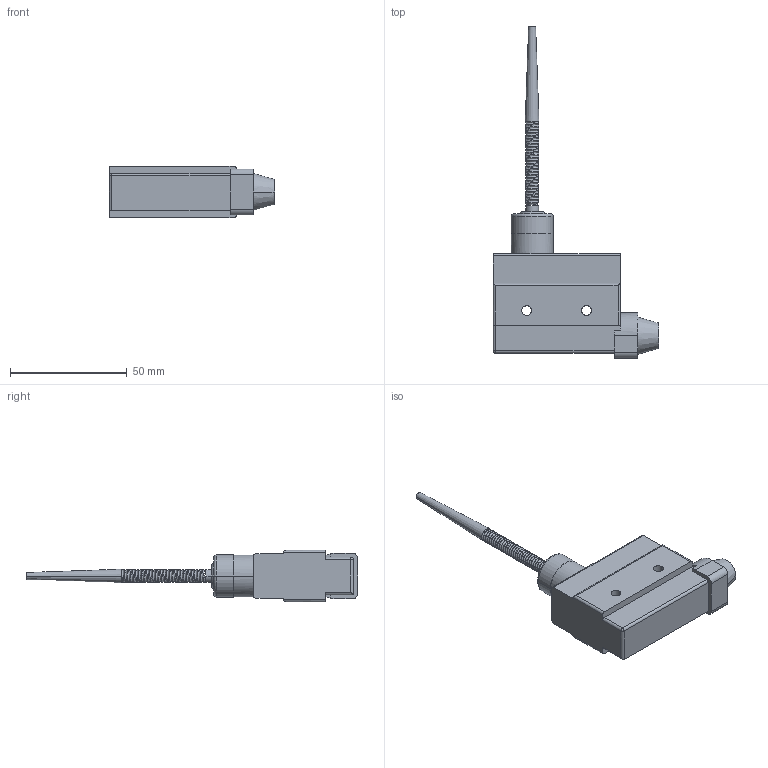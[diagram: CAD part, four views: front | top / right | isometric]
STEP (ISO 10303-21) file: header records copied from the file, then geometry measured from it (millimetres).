
FILE_DESCRIPTION((''),'2;1');
FILE_NAME('LA167-Z7-166','2023-10-10T',('Administrator'),('zyb.com'),'PRO/ENGINEER BY PARAMETRIC TECHNOLOGY CORPORATION, 2010280','PRO/ENGINEER BY PARAMETRIC TECHNOLOGY CORPORATION, 2010280','');
FILE_SCHEMA(('CONFIG_CONTROL_DESIGN'));
Length unit declared in the file: millimetre
Products named in the file (1): LA167-Z7-166
Bounding box: 71 x 142.2 x 22 mm (x, y, z)
Volume: 54019.4 mm3; surface area: 13202.6 mm2
Topology: 2 solids, 2 shells, 89 faces, 206 edges, 126 vertices
Faces by surface type: plane 35, cylinder 25, bspline 16, torus 6, cone 6, sphere 1
Entity records: 8598 total; most frequent: CARTESIAN_POINT 6605, ORIENTED_EDGE 412, DIRECTION 383, EDGE_CURVE 206, AXIS2_PLACEMENT_3D 145, VERTEX_POINT 126, EDGE_LOOP 98, VECTOR 93
